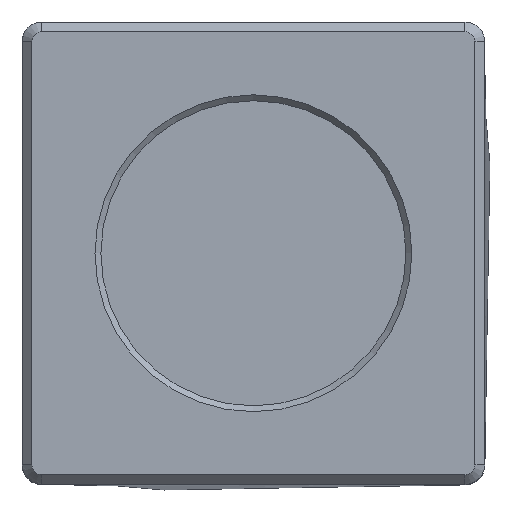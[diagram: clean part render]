
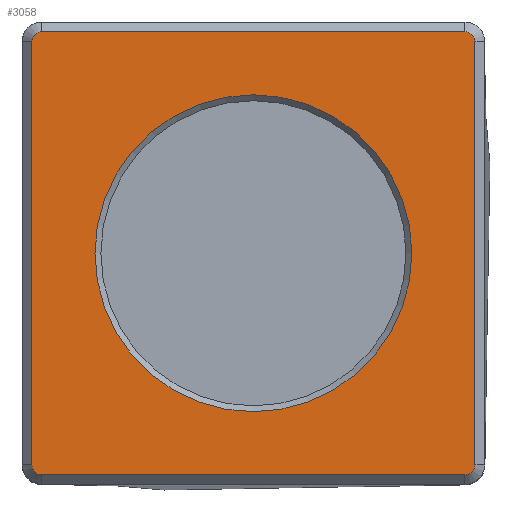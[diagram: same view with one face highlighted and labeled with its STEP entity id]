
A CAD part, top view. The second image highlights one B-rep face of the part: STEP entity #3058.
In plain terms, the highlighted planar face has unit normal (0, 0, 1).
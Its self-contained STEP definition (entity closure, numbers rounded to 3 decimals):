
#122=FACE_BOUND('',#386,.T.);
#200=FACE_OUTER_BOUND('',#385,.T.);
#385=EDGE_LOOP('',(#2128,#2129,#2130,#2131,#2132,#2133,#2134,#2135));
#386=EDGE_LOOP('',(#2136));
#590=CIRCLE('',#3316,16.1);
#592=CIRCLE('',#3319,1.);
#593=CIRCLE('',#3320,1.);
#594=CIRCLE('',#3321,1.);
#595=CIRCLE('',#3322,1.);
#679=LINE('',#4440,#1002);
#680=LINE('',#4444,#1003);
#681=LINE('',#4448,#1004);
#682=LINE('',#4452,#1005);
#1002=VECTOR('',#3646,10.);
#1003=VECTOR('',#3649,10.);
#1004=VECTOR('',#3652,10.);
#1005=VECTOR('',#3655,10.);
#1329=VERTEX_POINT('',#4432);
#1331=VERTEX_POINT('',#4438);
#1332=VERTEX_POINT('',#4439);
#1333=VERTEX_POINT('',#4441);
#1334=VERTEX_POINT('',#4443);
#1335=VERTEX_POINT('',#4445);
#1336=VERTEX_POINT('',#4447);
#1337=VERTEX_POINT('',#4449);
#1338=VERTEX_POINT('',#4451);
#1634=EDGE_CURVE('',#1329,#1329,#590,.T.);
#1637=EDGE_CURVE('',#1331,#1332,#679,.T.);
#1638=EDGE_CURVE('',#1333,#1331,#592,.T.);
#1639=EDGE_CURVE('',#1334,#1333,#680,.T.);
#1640=EDGE_CURVE('',#1335,#1334,#593,.T.);
#1641=EDGE_CURVE('',#1336,#1335,#681,.T.);
#1642=EDGE_CURVE('',#1337,#1336,#594,.T.);
#1643=EDGE_CURVE('',#1338,#1337,#682,.T.);
#1644=EDGE_CURVE('',#1332,#1338,#595,.T.);
#2128=ORIENTED_EDGE('',*,*,#1637,.F.);
#2129=ORIENTED_EDGE('',*,*,#1638,.F.);
#2130=ORIENTED_EDGE('',*,*,#1639,.F.);
#2131=ORIENTED_EDGE('',*,*,#1640,.F.);
#2132=ORIENTED_EDGE('',*,*,#1641,.F.);
#2133=ORIENTED_EDGE('',*,*,#1642,.F.);
#2134=ORIENTED_EDGE('',*,*,#1643,.F.);
#2135=ORIENTED_EDGE('',*,*,#1644,.F.);
#2136=ORIENTED_EDGE('',*,*,#1634,.F.);
#2926=PLANE('',#3318);
#3058=ADVANCED_FACE('',(#200,#122),#2926,.T.);
#3316=AXIS2_PLACEMENT_3D('',#4433,#3639,#3640);
#3318=AXIS2_PLACEMENT_3D('',#4437,#3644,#3645);
#3319=AXIS2_PLACEMENT_3D('',#4442,#3647,#3648);
#3320=AXIS2_PLACEMENT_3D('',#4446,#3650,#3651);
#3321=AXIS2_PLACEMENT_3D('',#4450,#3653,#3654);
#3322=AXIS2_PLACEMENT_3D('',#4453,#3656,#3657);
#3639=DIRECTION('center_axis',(0.,0.,1.));
#3640=DIRECTION('ref_axis',(1.,0.,0.));
#3644=DIRECTION('center_axis',(0.,0.,1.));
#3645=DIRECTION('ref_axis',(1.,0.,0.));
#3646=DIRECTION('',(0.,1.,0.));
#3647=DIRECTION('center_axis',(0.,0.,-1.));
#3648=DIRECTION('ref_axis',(-0.707,-0.707,0.));
#3649=DIRECTION('',(-1.,0.,0.));
#3650=DIRECTION('center_axis',(0.,0.,-1.));
#3651=DIRECTION('ref_axis',(0.707,-0.707,0.));
#3652=DIRECTION('',(0.,-1.,0.));
#3653=DIRECTION('center_axis',(0.,0.,-1.));
#3654=DIRECTION('ref_axis',(0.707,0.707,0.));
#3655=DIRECTION('',(1.,0.,0.));
#3656=DIRECTION('center_axis',(0.,0.,-1.));
#3657=DIRECTION('ref_axis',(-0.707,0.707,0.));
#4432=CARTESIAN_POINT('',(-16.1,0.,2.05));
#4433=CARTESIAN_POINT('Origin',(0.,0.,2.05));
#4437=CARTESIAN_POINT('Origin',(0.,0.,
2.05));
#4438=CARTESIAN_POINT('',(-22.5,-21.5,2.05));
#4439=CARTESIAN_POINT('',(-22.5,21.5,2.05));
#4440=CARTESIAN_POINT('',(-22.5,-11.75,2.05));
#4441=CARTESIAN_POINT('',(-21.5,-22.5,2.05));
#4442=CARTESIAN_POINT('Origin',(-21.5,-21.5,2.05));
#4443=CARTESIAN_POINT('',(21.5,-22.5,2.05));
#4444=CARTESIAN_POINT('',(11.75,-22.5,2.05));
#4445=CARTESIAN_POINT('',(22.5,-21.5,2.05));
#4446=CARTESIAN_POINT('Origin',(21.5,-21.5,2.05));
#4447=CARTESIAN_POINT('',(22.5,21.5,2.05));
#4448=CARTESIAN_POINT('',(22.5,11.75,2.05));
#4449=CARTESIAN_POINT('',(21.5,22.5,2.05));
#4450=CARTESIAN_POINT('Origin',(21.5,21.5,2.05));
#4451=CARTESIAN_POINT('',(-21.5,22.5,2.05));
#4452=CARTESIAN_POINT('',(-11.75,22.5,2.05));
#4453=CARTESIAN_POINT('Origin',(-21.5,21.5,2.05));
